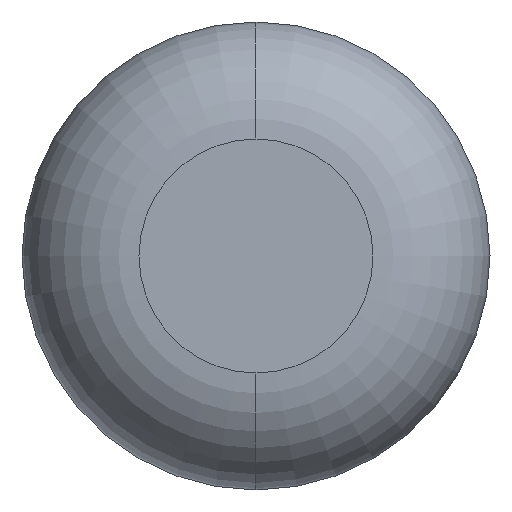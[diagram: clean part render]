
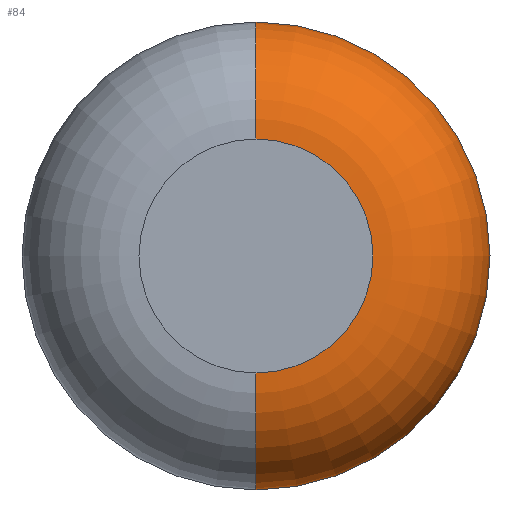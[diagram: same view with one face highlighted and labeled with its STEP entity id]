
A CAD part, front view. The second image highlights one B-rep face of the part: STEP entity #84.
In plain terms, the highlighted toroidal (fillet/blend) face has major radius 3.175 mm and minor radius 3.175 mm.
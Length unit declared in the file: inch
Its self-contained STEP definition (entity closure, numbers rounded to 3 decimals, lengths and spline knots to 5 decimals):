
#2 = CIRCLE ( 'NONE', #10, 0.125 ) ;
#10 = AXIS2_PLACEMENT_3D ( 'NONE', #197, #403, #374 ) ;
#19 = VERTEX_POINT ( 'NONE', #329 ) ;
#23 = ORIENTED_EDGE ( 'NONE', *, *, #525, .F. ) ;
#63 = FACE_OUTER_BOUND ( 'NONE', #153, .T. ) ;
#84 = ADVANCED_FACE ( 'NONE', ( #63 ), #420, .T. ) ;
#88 = DIRECTION ( 'NONE',  ( 0., 0., -1. ) ) ;
#105 = DIRECTION ( 'NONE',  ( 0., 0., -1. ) ) ;
#122 = DIRECTION ( 'NONE',  ( 0., -1., 0. ) ) ;
#130 = DIRECTION ( 'NONE',  ( 0., -1., 0. ) ) ;
#136 = ORIENTED_EDGE ( 'NONE', *, *, #369, .F. ) ;
#147 = ORIENTED_EDGE ( 'NONE', *, *, #272, .T. ) ;
#150 = AXIS2_PLACEMENT_3D ( 'NONE', #496, #406, #105 ) ;
#153 = EDGE_LOOP ( 'NONE', ( #414, #147, #23, #136 ) ) ;
#169 = CARTESIAN_POINT ( 'NONE',  ( 0., 0., 0.125 ) ) ;
#185 = CIRCLE ( 'NONE', #487, 0.25 ) ;
#197 = CARTESIAN_POINT ( 'NONE',  ( 0., 0.125, 0.125 ) ) ;
#207 = DIRECTION ( 'NONE',  ( 0., 0., -1. ) ) ;
#215 = DIRECTION ( 'NONE',  ( 0., 0., 1. ) ) ;
#217 = CARTESIAN_POINT ( 'NONE',  ( 0., 0.125, 0. ) ) ;
#236 = CARTESIAN_POINT ( 'NONE',  ( 0., 0., -0.125 ) ) ;
#249 = AXIS2_PLACEMENT_3D ( 'NONE', #343, #304, #215 ) ;
#272 = EDGE_CURVE ( 'NONE', #19, #461, #2, .T. ) ;
#273 = AXIS2_PLACEMENT_3D ( 'NONE', #351, #122, #88 ) ;
#279 = VERTEX_POINT ( 'NONE', #236 ) ;
#291 = VERTEX_POINT ( 'NONE', #396 ) ;
#304 = DIRECTION ( 'NONE',  ( -1., 0., 0. ) ) ;
#329 = CARTESIAN_POINT ( 'NONE',  ( 0., 0.125, 0.25 ) ) ;
#343 = CARTESIAN_POINT ( 'NONE',  ( 0., 0.125, -0.125 ) ) ;
#344 = EDGE_CURVE ( 'NONE', #291, #19, #185, .T. ) ;
#351 = CARTESIAN_POINT ( 'NONE',  ( 0., 0.125, 0. ) ) ;
#369 = EDGE_CURVE ( 'NONE', #291, #279, #380, .T. ) ;
#374 = DIRECTION ( 'NONE',  ( 0., 0., -1. ) ) ;
#380 = CIRCLE ( 'NONE', #249, 0.125 ) ;
#396 = CARTESIAN_POINT ( 'NONE',  ( 0., 0.125, -0.25 ) ) ;
#401 = CIRCLE ( 'NONE', #150, 0.125 ) ;
#403 = DIRECTION ( 'NONE',  ( 1., 0., 0. ) ) ;
#406 = DIRECTION ( 'NONE',  ( 0., -1., 0. ) ) ;
#414 = ORIENTED_EDGE ( 'NONE', *, *, #344, .T. ) ;
#420 = TOROIDAL_SURFACE ( 'NONE', #273, 0.125, 0.125 ) ;
#461 = VERTEX_POINT ( 'NONE', #169 ) ;
#487 = AXIS2_PLACEMENT_3D ( 'NONE', #217, #130, #207 ) ;
#496 = CARTESIAN_POINT ( 'NONE',  ( 0., 0., 0. ) ) ;
#525 = EDGE_CURVE ( 'NONE', #279, #461, #401, .T. ) ;
